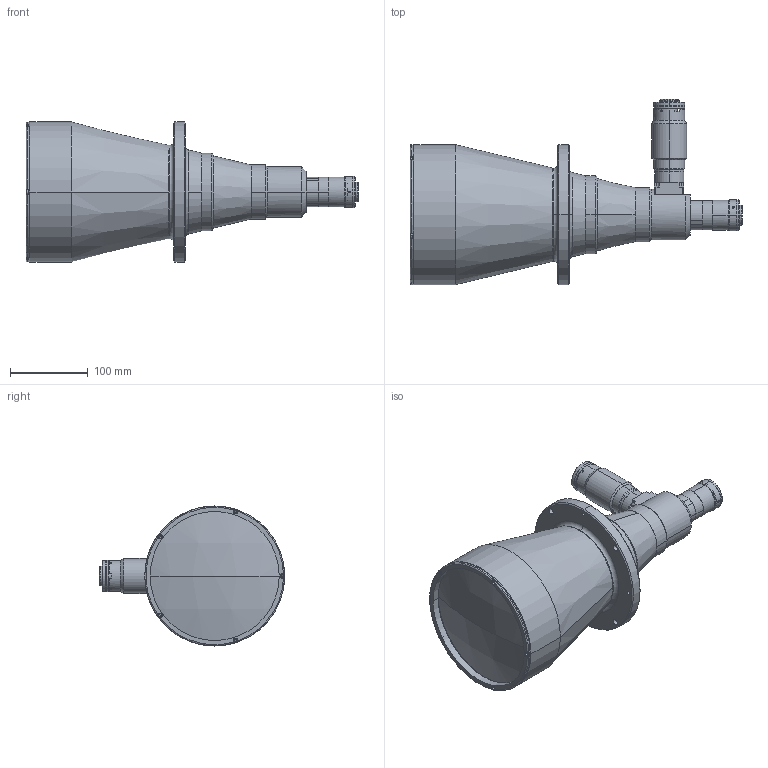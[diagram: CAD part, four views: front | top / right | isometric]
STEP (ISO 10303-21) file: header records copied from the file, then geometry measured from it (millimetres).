
FILE_DESCRIPTION (( 'STEP AP214' ), '1' );
FILE_NAME ('TCDP23C4MC120.STEP', '2015-10-15T09:25:58', ( '' ), ( '' ), 'SwSTEP 2.0', 'SolidWorks 2013', '' );
FILE_SCHEMA (( 'AUTOMOTIVE_DESIGN' ));
Length unit declared in the file: millimetre
Products named in the file (1): TCDP23C4MC120
Bounding box: 426.85 x 238.39 x 180 mm (x, y, z)
Surface area: 258170.5 mm2 (no closed solid volume)
Topology: 0 solids, 25 shells, 296 faces, 860 edges, 595 vertices
Faces by surface type: cylinder 123, plane 104, cone 42, torus 25, sphere 2
Entity records: 13776 total; most frequent: CARTESIAN_POINT 2394, DIRECTION 1834, ORIENTED_EDGE 1463, EDGE_CURVE 860, AXIS2_PLACEMENT_3D 727, VERTEX_POINT 595, CIRCLE 430, EDGE_LOOP 384
